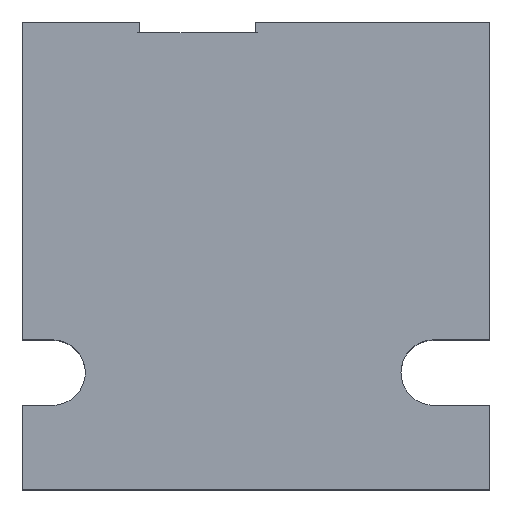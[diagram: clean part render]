
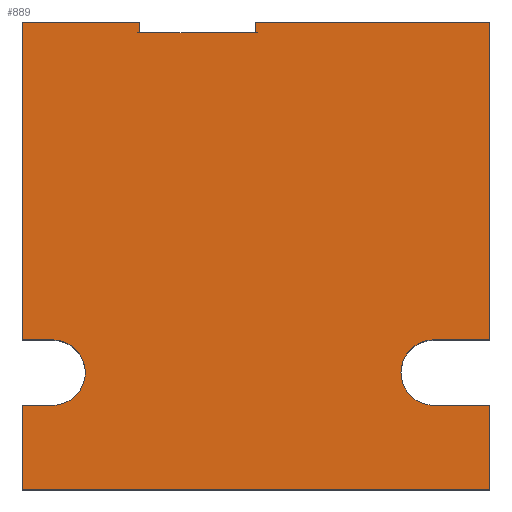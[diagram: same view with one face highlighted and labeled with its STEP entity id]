
A CAD part, top view. The second image highlights one B-rep face of the part: STEP entity #889.
In plain terms, the highlighted planar face has unit normal (0, 0, 1).
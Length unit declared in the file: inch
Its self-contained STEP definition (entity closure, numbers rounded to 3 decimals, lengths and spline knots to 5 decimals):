
#570=CARTESIAN_POINT('',(0.76,0.64,0.625));
#571=VERTEX_POINT('',#570);
#572=CARTESIAN_POINT('',(1.0,0.64,0.625));
#573=VERTEX_POINT('',#572);
#574=CARTESIAN_POINT('',(0.76,0.64,0.625));
#575=DIRECTION('',(1.0,0.0,0.0));
#576=VECTOR('',#575,0.24);
#577=LINE('',#574,#576);
#578=EDGE_CURVE('',#571,#573,#577,.T.);
#610=CARTESIAN_POINT('',(0.76,0.36,0.625));
#611=VERTEX_POINT('',#610);
#612=CARTESIAN_POINT('',(0.76,0.5,0.625));
#613=DIRECTION('',(0.0,0.0,-1.0));
#614=DIRECTION('',(0.0,1.0,0.0));
#615=AXIS2_PLACEMENT_3D('',#612,#613,#614);
#616=CIRCLE('',#615,0.14);
#617=EDGE_CURVE('',#611,#571,#616,.T.);
#643=CARTESIAN_POINT('',(1.0,0.36,0.625));
#644=VERTEX_POINT('',#643);
#645=CARTESIAN_POINT('',(1.0,0.36,0.625));
#646=DIRECTION('',(-1.0,0.0,0.0));
#647=VECTOR('',#646,0.24);
#648=LINE('',#645,#647);
#649=EDGE_CURVE('',#644,#611,#648,.T.);
#674=CARTESIAN_POINT('',(-0.87,0.36,0.625));
#675=VERTEX_POINT('',#674);
#676=CARTESIAN_POINT('',(-1.0,0.36,0.625));
#677=VERTEX_POINT('',#676);
#678=CARTESIAN_POINT('',(-0.87,0.36,0.625));
#679=DIRECTION('',(-1.0,0.0,0.0));
#680=VECTOR('',#679,0.13);
#681=LINE('',#678,#680);
#682=EDGE_CURVE('',#675,#677,#681,.T.);
#714=CARTESIAN_POINT('',(-0.87,0.64,0.625));
#715=VERTEX_POINT('',#714);
#716=CARTESIAN_POINT('',(-0.87,0.5,0.625));
#717=DIRECTION('',(0.0,0.0,-1.0));
#718=DIRECTION('',(0.0,1.0,0.0));
#719=AXIS2_PLACEMENT_3D('',#716,#717,#718);
#720=CIRCLE('',#719,0.14);
#721=EDGE_CURVE('',#715,#675,#720,.T.);
#747=CARTESIAN_POINT('',(-1.0,0.64,0.625));
#748=VERTEX_POINT('',#747);
#749=CARTESIAN_POINT('',(-1.0,0.64,0.625));
#750=DIRECTION('',(1.0,0.0,0.0));
#751=VECTOR('',#750,0.13);
#752=LINE('',#749,#751);
#753=EDGE_CURVE('',#748,#715,#752,.T.);
#787=CARTESIAN_POINT('',(1.0,2.,0.625));
#788=VERTEX_POINT('',#787);
#795=CARTESIAN_POINT('',(1.0,2.,0.625));
#796=DIRECTION('',(0.0,-1.0,0.0));
#797=VECTOR('',#796,1.36);
#798=LINE('',#795,#797);
#799=EDGE_CURVE('',#788,#573,#798,.T.);
#807=CARTESIAN_POINT('',(0.,1.,0.625));
#808=DIRECTION('',(0.0,0.0,1.0));
#809=DIRECTION('',(1.0,0.0,0.0));
#810=AXIS2_PLACEMENT_3D('',#807,#808,#809);
#811=PLANE('',#810);
#812=ORIENTED_EDGE('',*,*,#649,.T.);
#813=ORIENTED_EDGE('',*,*,#617,.T.);
#814=ORIENTED_EDGE('',*,*,#578,.T.);
#815=ORIENTED_EDGE('',*,*,#799,.F.);
#816=CARTESIAN_POINT('',(-0.0031,2.,0.625));
#817=VERTEX_POINT('',#816);
#818=CARTESIAN_POINT('',(-0.0031,2.,0.625));
#819=DIRECTION('',(1.0,0.0,0.0));
#820=VECTOR('',#819,1.0031);
#821=LINE('',#818,#820);
#822=EDGE_CURVE('',#817,#788,#821,.T.);
#823=ORIENTED_EDGE('',*,*,#822,.F.);
#824=CARTESIAN_POINT('',(-0.0031,1.953,0.625));
#825=VERTEX_POINT('',#824);
#826=CARTESIAN_POINT('',(-0.0031,2.,0.625));
#827=DIRECTION('',(0.0,-1.0,0.0));
#828=VECTOR('',#827,0.047);
#829=LINE('',#826,#828);
#830=EDGE_CURVE('',#817,#825,#829,.T.);
#831=ORIENTED_EDGE('',*,*,#830,.T.);
#832=CARTESIAN_POINT('',(-0.4969,1.953,0.625));
#833=VERTEX_POINT('',#832);
#834=CARTESIAN_POINT('',(-0.0031,1.953,0.625));
#835=DIRECTION('',(-1.0,0.0,0.0));
#836=VECTOR('',#835,0.4938);
#837=LINE('',#834,#836);
#838=EDGE_CURVE('',#825,#833,#837,.T.);
#839=ORIENTED_EDGE('',*,*,#838,.T.);
#840=CARTESIAN_POINT('',(-0.4969,2.,0.625));
#841=VERTEX_POINT('',#840);
#842=CARTESIAN_POINT('',(-0.4969,1.953,0.625));
#843=DIRECTION('',(0.0,1.0,0.0));
#844=VECTOR('',#843,0.047);
#845=LINE('',#842,#844);
#846=EDGE_CURVE('',#833,#841,#845,.T.);
#847=ORIENTED_EDGE('',*,*,#846,.T.);
#848=CARTESIAN_POINT('',(-1.0,2.0,0.625));
#849=VERTEX_POINT('',#848);
#850=CARTESIAN_POINT('',(-1.0,2.0,0.625));
#851=DIRECTION('',(1.0,0.0,0.0));
#852=VECTOR('',#851,0.5031);
#853=LINE('',#850,#852);
#854=EDGE_CURVE('',#849,#841,#853,.T.);
#855=ORIENTED_EDGE('',*,*,#854,.F.);
#856=CARTESIAN_POINT('',(-1.0,0.64,0.625));
#857=DIRECTION('',(0.0,1.0,0.0));
#858=VECTOR('',#857,1.36);
#859=LINE('',#856,#858);
#860=EDGE_CURVE('',#748,#849,#859,.T.);
#861=ORIENTED_EDGE('',*,*,#860,.F.);
#862=ORIENTED_EDGE('',*,*,#753,.T.);
#863=ORIENTED_EDGE('',*,*,#721,.T.);
#864=ORIENTED_EDGE('',*,*,#682,.T.);
#865=CARTESIAN_POINT('',(-1.0,0.0,0.625));
#866=VERTEX_POINT('',#865);
#867=CARTESIAN_POINT('',(-1.0,0.0,0.625));
#868=DIRECTION('',(0.0,1.0,0.0));
#869=VECTOR('',#868,0.36);
#870=LINE('',#867,#869);
#871=EDGE_CURVE('',#866,#677,#870,.T.);
#872=ORIENTED_EDGE('',*,*,#871,.F.);
#873=CARTESIAN_POINT('',(1.0,0.0,0.625));
#874=VERTEX_POINT('',#873);
#875=CARTESIAN_POINT('',(1.0,0.0,0.625));
#876=DIRECTION('',(-1.0,0.0,0.0));
#877=VECTOR('',#876,2.0);
#878=LINE('',#875,#877);
#879=EDGE_CURVE('',#874,#866,#878,.T.);
#880=ORIENTED_EDGE('',*,*,#879,.F.);
#881=CARTESIAN_POINT('',(1.0,0.36,0.625));
#882=DIRECTION('',(0.0,-1.0,0.0));
#883=VECTOR('',#882,0.36);
#884=LINE('',#881,#883);
#885=EDGE_CURVE('',#644,#874,#884,.T.);
#886=ORIENTED_EDGE('',*,*,#885,.F.);
#887=EDGE_LOOP('',(#812,#813,#814,#815,#823,#831,#839,#847,#855,#861,#862,#863,#864,#872,#880,#886));
#888=FACE_OUTER_BOUND('',#887,.T.);
#889=ADVANCED_FACE('',(#888),#811,.T.);
